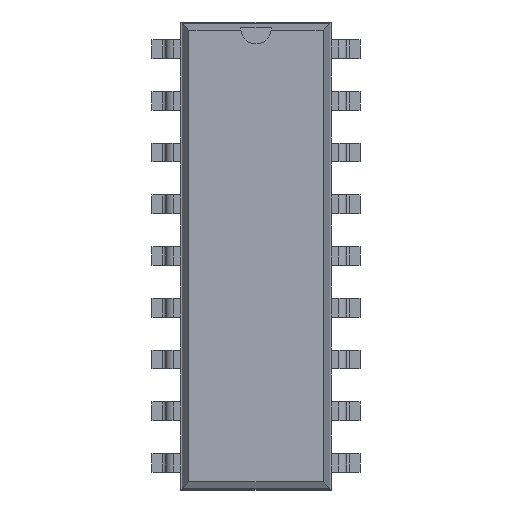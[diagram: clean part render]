
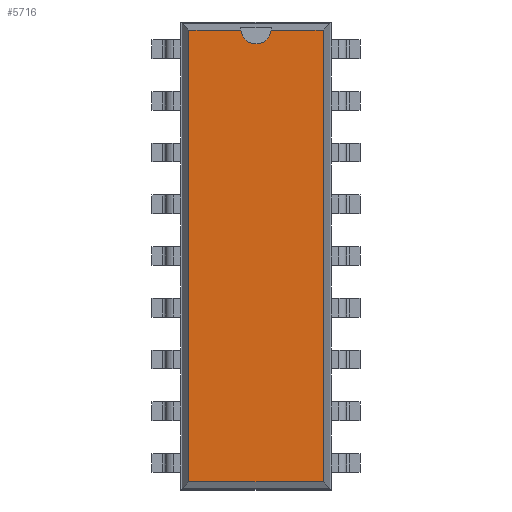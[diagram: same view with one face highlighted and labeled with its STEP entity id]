
A CAD part, top view. The second image highlights one B-rep face of the part: STEP entity #5716.
In plain terms, the highlighted planar face has unit normal (0, 0, 1).
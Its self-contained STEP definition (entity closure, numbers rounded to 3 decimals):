
#27=VECTOR('',#28,1.);
#28=DIRECTION('',(0.,1.,0.));
#34=VECTOR('',#35,1.);
#35=DIRECTION('',(-1.,0.,0.));
#41=VECTOR('',#42,1.);
#42=DIRECTION('',(0.,-1.,0.));
#46=VECTOR('',#47,1.);
#47=DIRECTION('',(1.,0.,0.));
#50=DIRECTION('',(0.,0.,-1.));
#1136=DIRECTION('',(0.,0.,-1.));
#3851=VERTEX_POINT('',#3852);
#3852=CARTESIAN_POINT('',(3.296,11.091,3.68));
#3854=ORIENTED_EDGE('',*,*,#3855,.F.);
#3855=EDGE_CURVE('',#3856,#3851,#3858,.T.);
#3856=VERTEX_POINT('',#3857);
#3857=CARTESIAN_POINT('',(3.296,-11.091,3.68));
#3858=LINE('',#3857,#27);
#4750=VERTEX_POINT('',#4751);
#4751=CARTESIAN_POINT('',(-3.296,11.091,3.68));
#4753=ORIENTED_EDGE('',*,*,#4754,.F.);
#4754=EDGE_CURVE('',#4755,#4750,#4757,.T.);
#4755=VERTEX_POINT('',#4756);
#4756=CARTESIAN_POINT('',(-0.746,11.091,3.68));
#4757=LINE('',#3852,#34);
#4776=VERTEX_POINT('',#4777);
#4777=CARTESIAN_POINT('',(0.746,11.091,3.68));
#4783=ORIENTED_EDGE('',*,*,#4784,.F.);
#4784=EDGE_CURVE('',#3851,#4776,#4757,.T.);
#4819=VERTEX_POINT('',#4820);
#4820=CARTESIAN_POINT('',(-3.296,-11.091,3.68));
#4822=ORIENTED_EDGE('',*,*,#4823,.F.);
#4823=EDGE_CURVE('',#4750,#4819,#4824,.T.);
#4824=LINE('',#4751,#41);
#5711=ORIENTED_EDGE('',*,*,#5712,.F.);
#5712=EDGE_CURVE('',#4819,#3856,#5713,.T.);
#5713=LINE('',#4820,#46);
#5716=ADVANCED_FACE('',(#5717),#5728,.F.);
#5717=FACE_BOUND('',#5718,.F.);
#5718=EDGE_LOOP('',(#3854,#5711,#4822,#4753,#5719,#5726,#4783));
#5719=ORIENTED_EDGE('',*,*,#5720,.F.);
#5720=EDGE_CURVE('',#5721,#4755,#5723,.T.);
#5721=VERTEX_POINT('',#5722);
#5722=CARTESIAN_POINT('',(0.,10.416,3.68));
#5723=CIRCLE('',#5724,0.75);
#5724=AXIS2_PLACEMENT_3D('',#5725,#1136,#42);
#5725=CARTESIAN_POINT('',(0.,11.166,3.68));
#5726=ORIENTED_EDGE('',*,*,#5727,.F.);
#5727=EDGE_CURVE('',#4776,#5721,#5723,.T.);
#5728=PLANE('',#5729);
#5729=AXIS2_PLACEMENT_3D('',#3857,#50,#5730);
#5730=DIRECTION('',(-0.285,0.959,0.));
